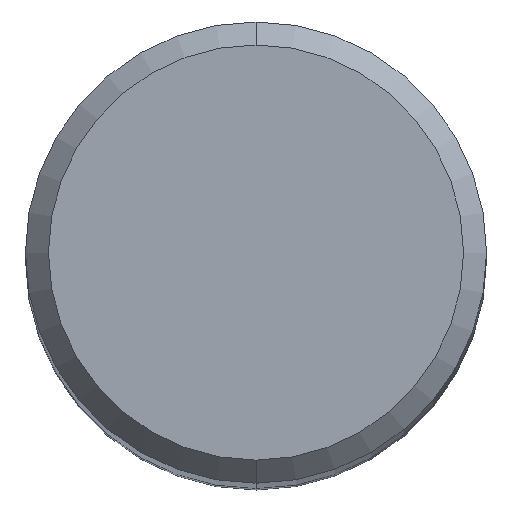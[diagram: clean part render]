
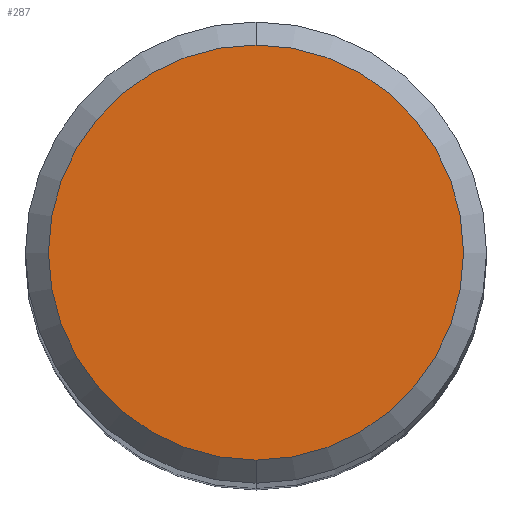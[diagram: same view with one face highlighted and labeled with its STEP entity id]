
A CAD part, top view. The second image highlights one B-rep face of the part: STEP entity #287.
In plain terms, the highlighted planar face has unit normal (0, 0, 1).
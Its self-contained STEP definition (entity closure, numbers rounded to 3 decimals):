
#235=EDGE_CURVE('',#241,#399,#516,.T.);
#241=VERTEX_POINT('',#522);
#269=EDGE_CURVE('',#399,#241,#553,.T.);
#287=ADVANCED_FACE('',(#575),#576,.T.);
#399=VERTEX_POINT('',#697);
#516=CIRCLE('',#968,5.4);
#522=CARTESIAN_POINT('',(0.0,5.4,0.0));
#553=CIRCLE('',#1043,5.4);
#575=FACE_OUTER_BOUND('',#1076,.T.);
#576=PLANE('',#1077);
#697=CARTESIAN_POINT('',(0.,-5.4,0.0));
#968=AXIS2_PLACEMENT_3D('',#1452,#1453,#1454);
#1043=AXIS2_PLACEMENT_3D('',#1493,#1494,#1495);
#1076=EDGE_LOOP('',(#1540,#1541));
#1077=AXIS2_PLACEMENT_3D('',#1542,#1543,#1544);
#1452=CARTESIAN_POINT('',(0.0,0.0,0.0));
#1453=DIRECTION('',(0.0,0.0,-1.0));
#1454=DIRECTION('',(0.0,1.0,0.0));
#1493=CARTESIAN_POINT('',(0.0,0.0,0.0));
#1494=DIRECTION('',(0.0,0.0,-1.0));
#1495=DIRECTION('',(0.0,1.0,0.0));
#1540=ORIENTED_EDGE('',*,*,#235,.F.);
#1541=ORIENTED_EDGE('',*,*,#269,.F.);
#1542=CARTESIAN_POINT('',(0.0,2.7,0.0));
#1543=DIRECTION('',(-0.0,0.0,1.0));
#1544=DIRECTION('',(0.0,-1.0,0.0));
